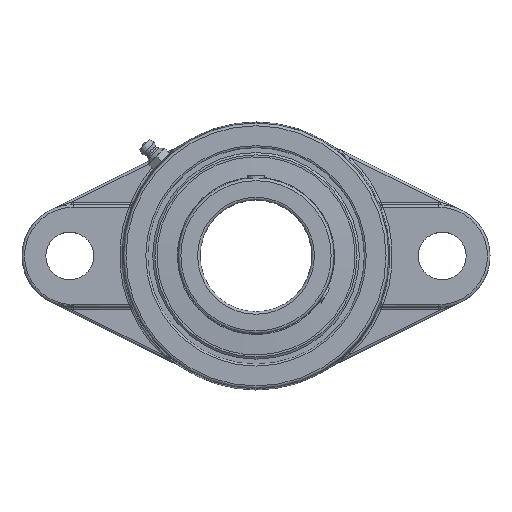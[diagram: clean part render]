
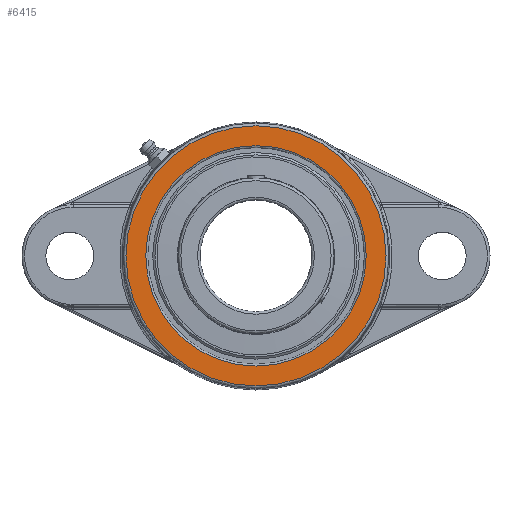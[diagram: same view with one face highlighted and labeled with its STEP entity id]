
A CAD part, top view. The second image highlights one B-rep face of the part: STEP entity #6415.
In plain terms, the highlighted planar face has unit normal (0, 0, 1).
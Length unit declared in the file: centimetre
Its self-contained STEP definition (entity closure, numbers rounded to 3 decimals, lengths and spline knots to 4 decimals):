
#6358=CARTESIAN_POINT('',(0.,5.1684,3.8));
#6359=VERTEX_POINT('',#6358);
#6386=CARTESIAN_POINT('',(0.,0.,3.8));
#6387=DIRECTION('',(-0.,0.,-1.));
#6388=DIRECTION('',(-0.,-1.,0.));
#6389=AXIS2_PLACEMENT_3D('',#6386,#6387,#6388);
#6390=CIRCLE('',#6389,5.1684);
#6391=EDGE_CURVE('',#6359,#6359,#6390,.T.);
#6396=CARTESIAN_POINT('',(0.,-0.,3.8));
#6397=DIRECTION('',(0.,0.,1.));
#6398=DIRECTION('',(1.,0.,0.));
#6399=AXIS2_PLACEMENT_3D('',#6396,#6397,#6398);
#6400=PLANE('',#6399);
#6401=CARTESIAN_POINT('',(0.,-4.3802,3.8));
#6402=VERTEX_POINT('',#6401);
#6403=CARTESIAN_POINT('',(0.,0.,3.8));
#6404=DIRECTION('',(0.,-0.,1.));
#6405=DIRECTION('',(0.,1.,0.));
#6406=AXIS2_PLACEMENT_3D('',#6403,#6404,#6405);
#6407=CIRCLE('',#6406,4.3802);
#6408=EDGE_CURVE('',#6402,#6402,#6407,.T.);
#6409=ORIENTED_EDGE('',*,*,#6408,.F.);
#6410=EDGE_LOOP('',(#6409));
#6411=FACE_BOUND('',#6410,.T.);
#6412=ORIENTED_EDGE('',*,*,#6391,.F.);
#6413=EDGE_LOOP('',(#6412));
#6414=FACE_BOUND('',#6413,.T.);
#6415=ADVANCED_FACE('',(#6411,#6414),#6400,.T.);
